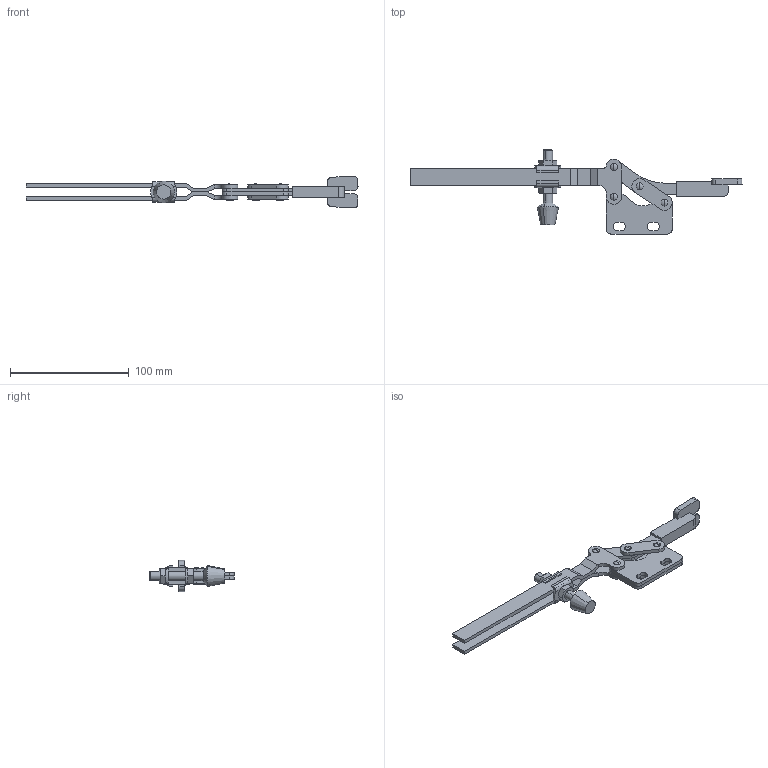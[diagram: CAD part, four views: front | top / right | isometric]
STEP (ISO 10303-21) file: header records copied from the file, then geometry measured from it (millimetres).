
FILE_DESCRIPTION (( 'STEP AP214' ), '1' );
FILE_NAME ('GH-22190(Â²¤Æ)-1.STEP', '2020-07-17T09:21:57', ( 'LinWei' ), ( '' ), 'SwSTEP 2.0', 'SolidWorks 2016', '' );
FILE_SCHEMA (( 'AUTOMOTIVE_DESIGN' ));
Length unit declared in the file: millimetre
Products named in the file (6): Group1^GH-22170(簡化); Group1^GH-22185(簡化); 12216501-1^GH-22190(簡化)-1; Group5^GH-22190(簡化)-1; Group2^GH-22190(簡化)-1; GH-22190(簡化)-1
Assembly tree (5 placements, depth 2):
  GH-22190(簡化)-1
    Group2^GH-22190(簡化)-1
    Group5^GH-22190(簡化)-1
    12216501-1^GH-22190(簡化)-1
    Group1^GH-22185(簡化)
    Group1^GH-22170(簡化)
Bounding box: 279.2 x 70.75 x 26.54 mm (x, y, z)
Volume: 49553.2 mm3; surface area: 33153.9 mm2
Topology: 6 solids, 6 shells, 288 faces, 708 edges, 452 vertices
Faces by surface type: plane 150, cylinder 100, cone 30, sphere 8
Entity records: 10002 total; most frequent: CARTESIAN_POINT 1758, DIRECTION 1485, ORIENTED_EDGE 1416, EDGE_CURVE 708, AXIS2_PLACEMENT_3D 539, VERTEX_POINT 452, LINE 407, VECTOR 407
